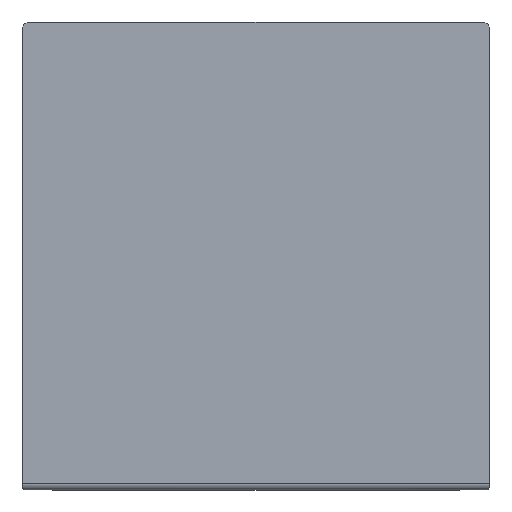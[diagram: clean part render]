
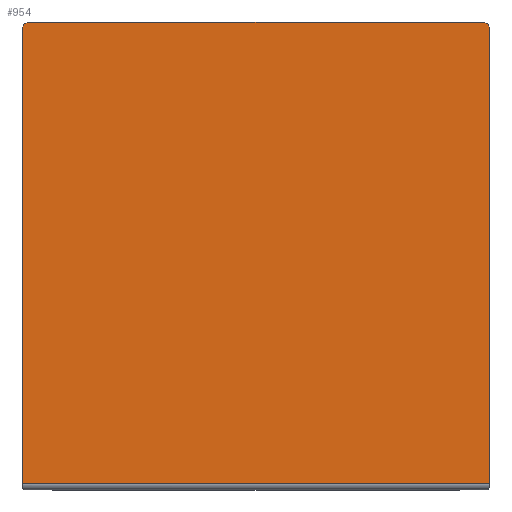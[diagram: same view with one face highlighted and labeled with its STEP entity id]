
A CAD part, top view. The second image highlights one B-rep face of the part: STEP entity #954.
In plain terms, the highlighted planar face has unit normal (0, 0, 1).
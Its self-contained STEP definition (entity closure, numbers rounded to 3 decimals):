
#18 = ORIENTED_EDGE ( 'NONE', *, *, #643, .T. ) ;
#31 = AXIS2_PLACEMENT_3D ( 'NONE', #867, #951, #780 ) ;
#63 = CIRCLE ( 'NONE', #1085, 5. ) ;
#79 = DIRECTION ( 'NONE',  ( 0., -1., 0. ) ) ;
#85 = LINE ( 'NONE', #845, #1100 ) ;
#90 = EDGE_CURVE ( 'NONE', #691, #590, #582, .T. ) ;
#94 = ORIENTED_EDGE ( 'NONE', *, *, #749, .T. ) ;
#111 = VERTEX_POINT ( 'NONE', #765 ) ;
#121 = CARTESIAN_POINT ( 'NONE',  ( -0.1, 4., 0. ) ) ;
#141 = DIRECTION ( 'NONE',  ( -1., 0., 0. ) ) ;
#162 = LINE ( 'NONE', #354, #333 ) ;
#175 = DIRECTION ( 'NONE',  ( -1., 0., 0. ) ) ;
#227 = EDGE_CURVE ( 'NONE', #449, #691, #85, .T. ) ;
#310 = FACE_OUTER_BOUND ( 'NONE', #1050, .T. ) ;
#312 = VECTOR ( 'NONE', #601, 1000. ) ;
#315 = EDGE_CURVE ( 'NONE', #992, #111, #63, .T. ) ;
#325 = PLANE ( 'NONE',  #1014 ) ;
#333 = VECTOR ( 'NONE', #1021, 1000. ) ;
#354 = CARTESIAN_POINT ( 'NONE',  ( -0.1, 0., 0. ) ) ;
#400 = DIRECTION ( 'NONE',  ( 0., 0., -1. ) ) ;
#449 = VERTEX_POINT ( 'NONE', #1016 ) ;
#515 = CARTESIAN_POINT ( 'NONE',  ( 304.9, 4., 0. ) ) ;
#582 = LINE ( 'NONE', #748, #725 ) ;
#590 = VERTEX_POINT ( 'NONE', #121 ) ;
#601 = DIRECTION ( 'NONE',  ( -1., 0., 0. ) ) ;
#607 = ORIENTED_EDGE ( 'NONE', *, *, #227, .F. ) ;
#643 = EDGE_CURVE ( 'NONE', #111, #590, #162, .T. ) ;
#691 = VERTEX_POINT ( 'NONE', #515 ) ;
#705 = CIRCLE ( 'NONE', #31, 5. ) ;
#725 = VECTOR ( 'NONE', #175, 1000. ) ;
#748 = CARTESIAN_POINT ( 'NONE',  ( 304.8, 4., 0. ) ) ;
#749 = EDGE_CURVE ( 'NONE', #449, #750, #705, .T. ) ;
#750 = VERTEX_POINT ( 'NONE', #929 ) ;
#765 = CARTESIAN_POINT ( 'NONE',  ( -0.1, 300., 0. ) ) ;
#780 = DIRECTION ( 'NONE',  ( -1., 0., 0. ) ) ;
#781 = DIRECTION ( 'NONE',  ( -1., 0., 0. ) ) ;
#845 = CARTESIAN_POINT ( 'NONE',  ( 304.9, 0., 0. ) ) ;
#853 = CARTESIAN_POINT ( 'NONE',  ( 304.8, 305., 0. ) ) ;
#867 = CARTESIAN_POINT ( 'NONE',  ( 299.9, 300., 0. ) ) ;
#884 = ORIENTED_EDGE ( 'NONE', *, *, #1038, .T. ) ;
#921 = CARTESIAN_POINT ( 'NONE',  ( 4.9, 305., 0. ) ) ;
#929 = CARTESIAN_POINT ( 'NONE',  ( 299.9, 305., 0. ) ) ;
#951 = DIRECTION ( 'NONE',  ( 0., 0., 1. ) ) ;
#954 = ADVANCED_FACE ( 'NONE', ( #310 ), #325, .F. ) ;
#992 = VERTEX_POINT ( 'NONE', #921 ) ;
#1014 = AXIS2_PLACEMENT_3D ( 'NONE', #1083, #400, #141 ) ;
#1016 = CARTESIAN_POINT ( 'NONE',  ( 304.9, 300., 0. ) ) ;
#1020 = ORIENTED_EDGE ( 'NONE', *, *, #90, .F. ) ;
#1021 = DIRECTION ( 'NONE',  ( 0., -1., 0. ) ) ;
#1038 = EDGE_CURVE ( 'NONE', #750, #992, #1106, .T. ) ;
#1039 = ORIENTED_EDGE ( 'NONE', *, *, #315, .T. ) ;
#1041 = DIRECTION ( 'NONE',  ( 0., 0., 1. ) ) ;
#1050 = EDGE_LOOP ( 'NONE', ( #884, #1039, #18, #1020, #607, #94 ) ) ;
#1057 = CARTESIAN_POINT ( 'NONE',  ( 4.9, 300., 0. ) ) ;
#1083 = CARTESIAN_POINT ( 'NONE',  ( 304.8, 0., 0. ) ) ;
#1085 = AXIS2_PLACEMENT_3D ( 'NONE', #1057, #1041, #781 ) ;
#1100 = VECTOR ( 'NONE', #79, 1000. ) ;
#1106 = LINE ( 'NONE', #853, #312 ) ;
